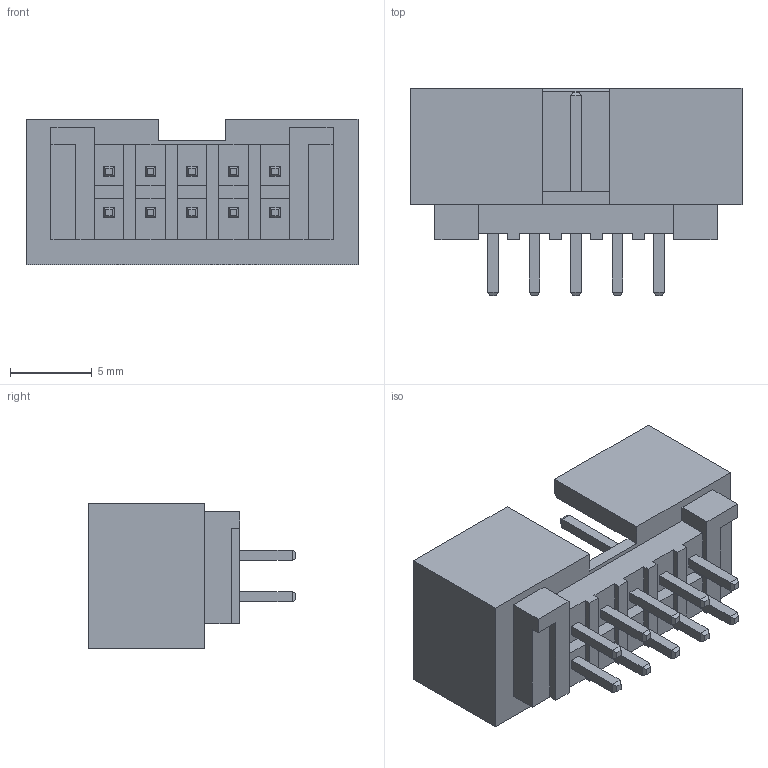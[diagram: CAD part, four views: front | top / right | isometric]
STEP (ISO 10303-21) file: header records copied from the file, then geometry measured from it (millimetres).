
FILE_DESCRIPTION((''),'2;1');
FILE_NAME('702461001','2009-10-01T',('pnb'),(''),'PRO/ENGINEER BY PARAMETRIC TECHNOLOGY CORPORATION, 2003451','PRO/ENGINEER BY PARAMETRIC TECHNOLOGY CORPORATION, 2003451','');
FILE_SCHEMA(('CONFIG_CONTROL_DESIGN'));
Length unit declared in the file: millimetre
Products named in the file (1): 702461001
Bounding box: 20.32 x 12.7 x 8.89 mm (x, y, z)
Volume: 759.4 mm3; surface area: 1436.9 mm2
Topology: 1 solids, 1 shells, 246 faces, 615 edges, 388 vertices
Faces by surface type: plane 246
Entity records: 7093 total; most frequent: CARTESIAN_POINT 1222, ORIENTED_EDGE 1182, DIRECTION 1130, VECTOR 594, LINE 594, EDGE_CURVE 591, VERTEX_POINT 360, AXIS2_PLACEMENT_3D 268
